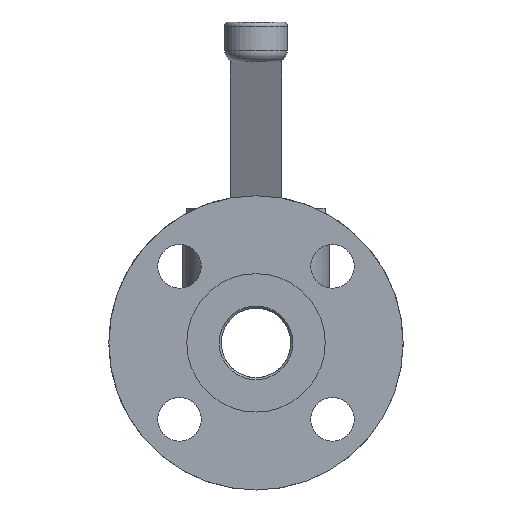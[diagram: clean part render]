
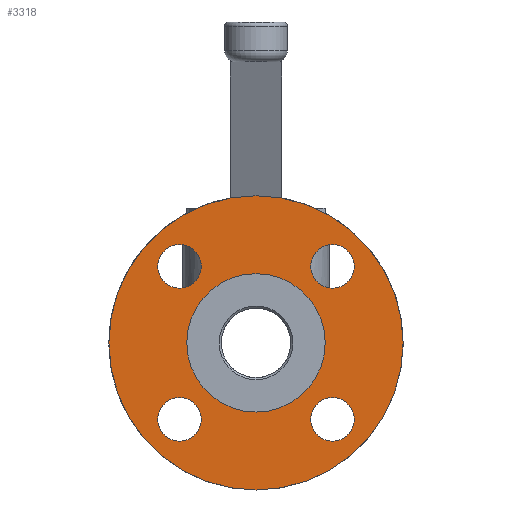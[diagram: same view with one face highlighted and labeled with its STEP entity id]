
A CAD part, front view. The second image highlights one B-rep face of the part: STEP entity #3318.
In plain terms, the highlighted planar face has unit normal (0, -1, 0).
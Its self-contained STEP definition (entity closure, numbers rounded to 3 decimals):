
#920=CARTESIAN_POINT('',(-28.072,-62.36,20.072));
#921=VERTEX_POINT('',#920);
#922=CARTESIAN_POINT('',(-28.072,-62.36,28.072));
#923=DIRECTION('',(0.0,1.0,0.0));
#924=DIRECTION('',(0.0,0.0,1.0));
#925=AXIS2_PLACEMENT_3D('',#922,#923,#924);
#926=CIRCLE('',#925,8.0);
#927=EDGE_CURVE('',#921,#921,#926,.T.);
#948=CARTESIAN_POINT('',(-20.072,-62.36,-28.072));
#949=VERTEX_POINT('',#948);
#950=CARTESIAN_POINT('',(-28.072,-62.36,-28.072));
#951=DIRECTION('',(0.0,1.0,0.0));
#952=DIRECTION('',(-1.0,0.0,0.0));
#953=AXIS2_PLACEMENT_3D('',#950,#951,#952);
#954=CIRCLE('',#953,8.0);
#955=EDGE_CURVE('',#949,#949,#954,.T.);
#976=CARTESIAN_POINT('',(28.072,-62.36,-20.072));
#977=VERTEX_POINT('',#976);
#978=CARTESIAN_POINT('',(28.072,-62.36,-28.072));
#979=DIRECTION('',(0.0,1.0,0.0));
#980=DIRECTION('',(0.0,0.0,-1.0));
#981=AXIS2_PLACEMENT_3D('',#978,#979,#980);
#982=CIRCLE('',#981,8.0);
#983=EDGE_CURVE('',#977,#977,#982,.T.);
#1004=CARTESIAN_POINT('',(20.072,-62.36,28.072));
#1005=VERTEX_POINT('',#1004);
#1006=CARTESIAN_POINT('',(28.072,-62.36,28.072));
#1007=DIRECTION('',(0.0,1.0,0.0));
#1008=DIRECTION('',(1.0,0.0,0.0));
#1009=AXIS2_PLACEMENT_3D('',#1006,#1007,#1008);
#1010=CIRCLE('',#1009,8.0);
#1011=EDGE_CURVE('',#1005,#1005,#1010,.T.);
#3272=CARTESIAN_POINT('',(0.0,-62.36,-54.));
#3273=VERTEX_POINT('',#3272);
#3274=CARTESIAN_POINT('',(0.0,-62.36,0.0));
#3275=DIRECTION('',(0.0,-1.0,0.0));
#3276=DIRECTION('',(0.0,0.0,-1.0));
#3277=AXIS2_PLACEMENT_3D('',#3274,#3275,#3276);
#3278=CIRCLE('',#3277,54.);
#3279=EDGE_CURVE('',#3273,#3273,#3278,.T.);
#3287=CARTESIAN_POINT('',(0.0,-62.36,-39.7));
#3288=DIRECTION('',(0.0,-1.0,0.0));
#3289=DIRECTION('',(0.0,0.0,-1.0));
#3290=AXIS2_PLACEMENT_3D('',#3287,#3288,#3289);
#3291=PLANE('',#3290);
#3292=ORIENTED_EDGE('',*,*,#3279,.T.);
#3293=EDGE_LOOP('',(#3292));
#3294=FACE_OUTER_BOUND('',#3293,.T.);
#3295=ORIENTED_EDGE('',*,*,#927,.T.);
#3296=EDGE_LOOP('',(#3295));
#3297=FACE_BOUND('',#3296,.T.);
#3298=ORIENTED_EDGE('',*,*,#955,.T.);
#3299=EDGE_LOOP('',(#3298));
#3300=FACE_BOUND('',#3299,.T.);
#3301=ORIENTED_EDGE('',*,*,#983,.T.);
#3302=EDGE_LOOP('',(#3301));
#3303=FACE_BOUND('',#3302,.T.);
#3304=ORIENTED_EDGE('',*,*,#1011,.T.);
#3305=EDGE_LOOP('',(#3304));
#3306=FACE_BOUND('',#3305,.T.);
#3307=CARTESIAN_POINT('',(0.0,-62.36,-25.4));
#3308=VERTEX_POINT('',#3307);
#3309=CARTESIAN_POINT('',(0.0,-62.36,0.0));
#3310=DIRECTION('',(0.0,-1.0,0.0));
#3311=DIRECTION('',(0.0,0.0,-1.0));
#3312=AXIS2_PLACEMENT_3D('',#3309,#3310,#3311);
#3313=CIRCLE('',#3312,25.4);
#3314=EDGE_CURVE('',#3308,#3308,#3313,.T.);
#3315=ORIENTED_EDGE('',*,*,#3314,.F.);
#3316=EDGE_LOOP('',(#3315));
#3317=FACE_BOUND('',#3316,.T.);
#3318=ADVANCED_FACE('',(#3294,#3297,#3300,#3303,#3306,#3317),#3291,.T.);
